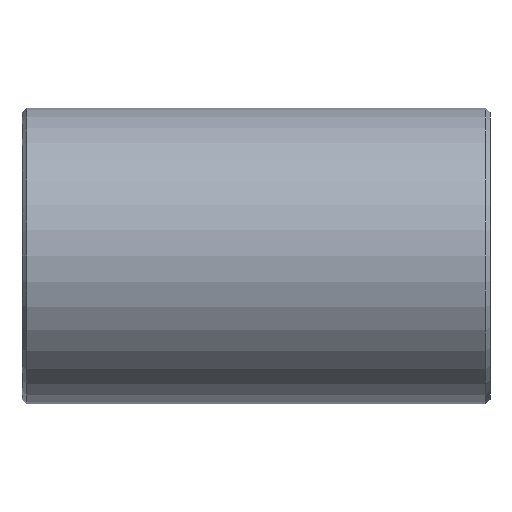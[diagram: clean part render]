
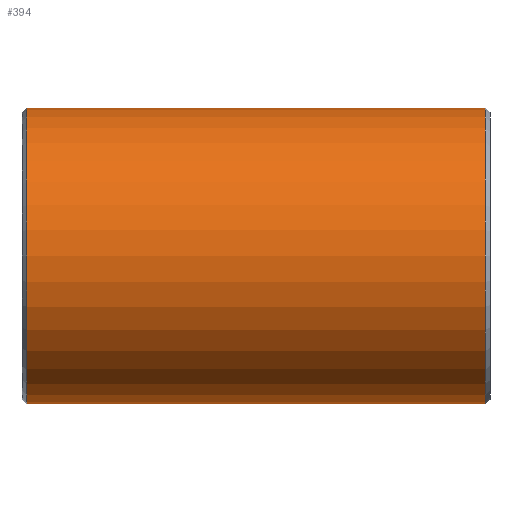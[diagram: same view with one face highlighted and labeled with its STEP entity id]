
A CAD part, front view. The second image highlights one B-rep face of the part: STEP entity #394.
In plain terms, the highlighted cylindrical face has radius 136.525 mm (diameter 273.05 mm), a partial arc.
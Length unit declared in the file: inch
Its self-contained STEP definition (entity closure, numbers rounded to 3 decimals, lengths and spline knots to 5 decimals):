
#6 = CARTESIAN_POINT ( 'NONE',  ( 8.5, 0., 0. ) ) ;
#8 = CARTESIAN_POINT ( 'NONE',  ( 8.5, 0., 5.375 ) ) ;
#21 = EDGE_CURVE ( 'NONE', #775, #434, #541, .T. ) ;
#49 = DIRECTION ( 'NONE',  ( 0., 0., 1. ) ) ;
#74 = CYLINDRICAL_SURFACE ( 'NONE', #710, 5.375 ) ;
#91 = VECTOR ( 'NONE', #185, 39.37008 ) ;
#117 = ORIENTED_EDGE ( 'NONE', *, *, #613, .F. ) ;
#123 = DIRECTION ( 'NONE',  ( 0., 0., 1. ) ) ;
#162 = CARTESIAN_POINT ( 'NONE',  ( -8.33333, 0., 0. ) ) ;
#170 = DIRECTION ( 'NONE',  ( -1., 0., 0. ) ) ;
#185 = DIRECTION ( 'NONE',  ( -1., 0., 0. ) ) ;
#196 = VERTEX_POINT ( 'NONE', #731 ) ;
#201 = ORIENTED_EDGE ( 'NONE', *, *, #21, .T. ) ;
#253 = DIRECTION ( 'NONE',  ( 0., 0., -1. ) ) ;
#276 = CARTESIAN_POINT ( 'NONE',  ( 8.33333, 0., 5.375 ) ) ;
#282 = CARTESIAN_POINT ( 'NONE',  ( -8.33333, 0., 5.375 ) ) ;
#332 = VECTOR ( 'NONE', #170, 39.37008 ) ;
#353 = DIRECTION ( 'NONE',  ( 1., 0., 0. ) ) ;
#377 = LINE ( 'NONE', #8, #91 ) ;
#380 = EDGE_CURVE ( 'NONE', #196, #782, #694, .T. ) ;
#394 = ADVANCED_FACE ( 'NONE', ( #496 ), #74, .T. ) ;
#424 = ORIENTED_EDGE ( 'NONE', *, *, #380, .T. ) ;
#434 = VERTEX_POINT ( 'NONE', #604 ) ;
#496 = FACE_OUTER_BOUND ( 'NONE', #736, .T. ) ;
#541 = CIRCLE ( 'NONE', #752, 5.375 ) ;
#555 = CARTESIAN_POINT ( 'NONE',  ( 8.33333, 0., 0. ) ) ;
#604 = CARTESIAN_POINT ( 'NONE',  ( -8.33333, 0., -5.375 ) ) ;
#613 = EDGE_CURVE ( 'NONE', #196, #434, #717, .T. ) ;
#618 = ORIENTED_EDGE ( 'NONE', *, *, #704, .T. ) ;
#639 = AXIS2_PLACEMENT_3D ( 'NONE', #555, #689, #253 ) ;
#667 = CARTESIAN_POINT ( 'NONE',  ( 8.5, 0., -5.375 ) ) ;
#689 = DIRECTION ( 'NONE',  ( -1., 0., 0. ) ) ;
#694 = CIRCLE ( 'NONE', #639, 5.375 ) ;
#704 = EDGE_CURVE ( 'NONE', #782, #775, #377, .T. ) ;
#710 = AXIS2_PLACEMENT_3D ( 'NONE', #6, #745, #123 ) ;
#717 = LINE ( 'NONE', #667, #332 ) ;
#731 = CARTESIAN_POINT ( 'NONE',  ( 8.33333, 0., -5.375 ) ) ;
#736 = EDGE_LOOP ( 'NONE', ( #117, #424, #618, #201 ) ) ;
#745 = DIRECTION ( 'NONE',  ( -1., 0., 0. ) ) ;
#752 = AXIS2_PLACEMENT_3D ( 'NONE', #162, #353, #49 ) ;
#775 = VERTEX_POINT ( 'NONE', #282 ) ;
#782 = VERTEX_POINT ( 'NONE', #276 ) ;
